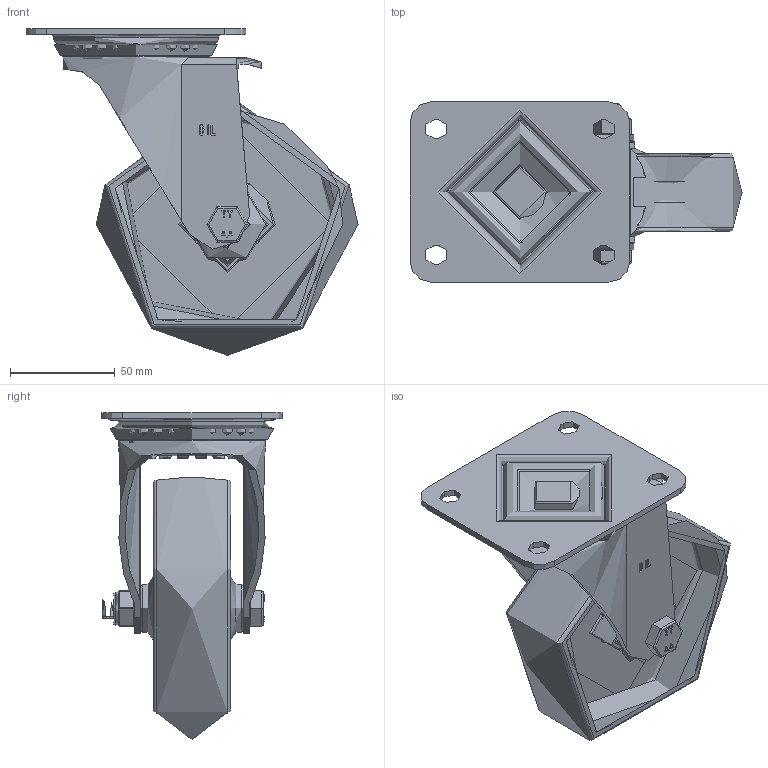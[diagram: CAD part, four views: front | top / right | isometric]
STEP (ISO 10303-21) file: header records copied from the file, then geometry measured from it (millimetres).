
FILE_DESCRIPTION(/* description */ (''),/* implementation_level */ '2;1');
FILE_NAME(/* name */ 'BZEH125NYBJ.step',/* time_stamp */ '2025-07-01T15:55:40+01:00',/* author */ (''),/* organization */ (''),/* preprocessor_version */ 'ST-DEVELOPER v20.1',/* originating_system */ 'Autodesk Translation Framework v14.10.0.0',/* authorisation */ '');
FILE_SCHEMA (('AUTOMOTIVE_DESIGN { 1 0 10303 214 3 1 1 }'));
Length unit declared in the file: millimetre
Products named in the file (29): BZEH125NYBJ; BZH125WNYBJM10 v1; BZMM125WNYBJ; NYLON WHEEL; BEARING 6202; METAL; METAL2; Pattern (1); Component1; MIDDLE; RUBBER; RUBBER2; HUBCAPM10X49; HUBCAPM10X49 (1); NYLON WHEEL HUB CAP; HEXBOLTM10X70Z8.8 v2; GRADE 8.8 THREADED ZINC PLATED BOLT; BZEH125AS - 2 - 49 v1; BZEH125AS - 2 v1 (1); ZINC PLATED, PRESSED STEEL TOP PLATE (1); ZINC PLATED, PRESSED STEEL TOP PLATE Geometry (1); Pattern (2); Component2 (1); BEARING SEAL (1); ZINC PLATED, PRESSED STEEL FORKS (1); NYLOCM10Z v1; NYLOC NUT; RUBBER (1); NUT
Assembly tree (55 placements, depth 6):
  BZEH125NYBJ
    BZH125WNYBJM10 v1
      BZMM125WNYBJ
        NYLON WHEEL
        BEARING 6202
          METAL
          METAL2
          Pattern (1)
            Component1  x8
          MIDDLE
          RUBBER
          RUBBER2
      HUBCAPM10X49
        NYLON WHEEL HUB CAP
      HUBCAPM10X49 (1)
        NYLON WHEEL HUB CAP
    HEXBOLTM10X70Z8.8 v2
      GRADE 8.8 THREADED ZINC PLATED BOLT
    BZEH125AS - 2 - 49 v1
      BZEH125AS - 2 v1 (1)
        ZINC PLATED, PRESSED STEEL TOP PLATE (1)
          ZINC PLATED, PRESSED STEEL TOP PLATE Geometry (1)
          Pattern (2)
            Component2 (1)  x20
        BEARING SEAL (1)
        ZINC PLATED, PRESSED STEEL FORKS (1)
    NYLOCM10Z v1
      NYLOC NUT
        RUBBER (1)
        NUT
Bounding box: 158.5 x 86 x 156 mm (x, y, z)
Volume: 310367.9 mm3; surface area: 140189.3 mm2
Topology: 42 solids, 42 shells, 881 faces, 2187 edges, 1425 vertices
Faces by surface type: plane 389, bspline 191, cylinder 173, torus 56, sphere 56, cone 16
Full cylindrical faces by diameter (mm): 8.141 x18, 9.85 x19, 10 x3, 10.2 x2, 10.25 x2, 12 x2, 14.9 x2, 15 x1, 16 x2, 18 x1, 19 x2, 20 x4, 21 x1, 22.5 x4, 23 x2, 25 x4, 28 x2, 30 x4, 30.5 x2, 31 x4, 32 x3, 34 x1, 35 x2, 36 x2, 38 x2, 40 x2, 44 x2, 44.584 x1, 54 x1, 64 x1
Entity records: 33182 total; most frequent: CARTESIAN_POINT 13574, ORIENTED_EDGE 4088, DIRECTION 3511, EDGE_CURVE 2044, VERTEX_POINT 1342, AXIS2_PLACEMENT_3D 1295, EDGE_LOOP 982, LINE 921
